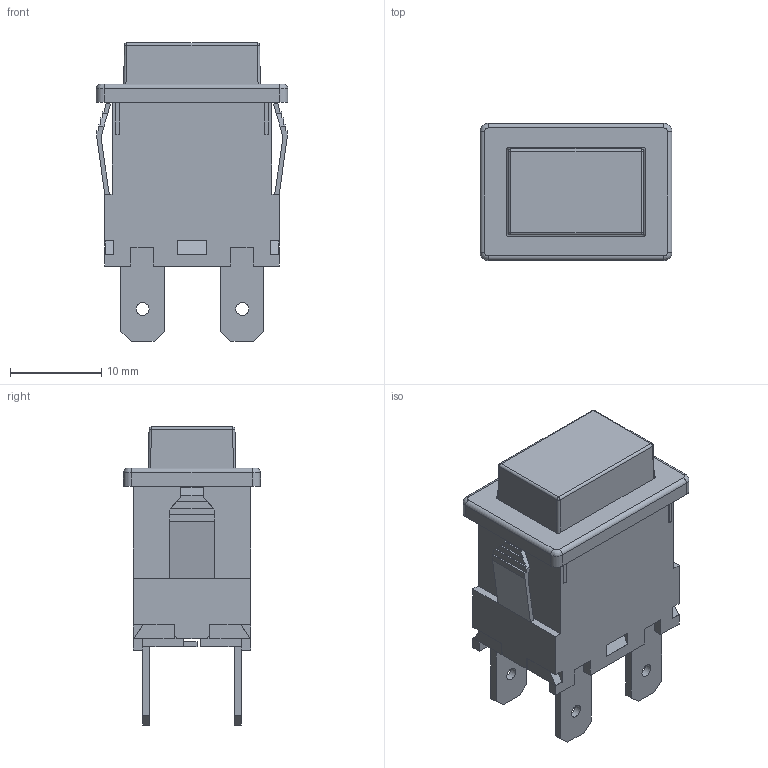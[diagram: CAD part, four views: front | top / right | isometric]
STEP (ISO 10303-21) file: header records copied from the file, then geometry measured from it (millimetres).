
FILE_DESCRIPTION(/* description */ (''),/* implementation_level */ '2;1');
FILE_NAME(/* name */ 'PB1973HxxxxILEFx.stp',/* time_stamp */ '2025-05-28T09:00:49-05:00',/* author */ ('mroman'),/* organization */ (''),/* preprocessor_version */ 'ST-DEVELOPER v18.1',/* originating_system */ 'Autodesk Inventor 2022',/* authorisation */ '');
FILE_SCHEMA (('AUTOMOTIVE_DESIGN { 1 0 10303 214 3 1 1 }'));
Length unit declared in the file: centimetre
Products named in the file (1): PB1973HxxxxILEFx
Bounding box: 21 x 15 x 32.6 mm (x, y, z)
Volume: 4222.4 mm3; surface area: 5415.2 mm2
Topology: 1 solids, 2 shells, 1277 faces, 3615 edges, 2372 vertices
Faces by surface type: plane 842, bspline 325, cylinder 90, sphere 12, torus 8
Full cylindrical faces by diameter (mm): 1.4 x4
Entity records: 42718 total; most frequent: CARTESIAN_POINT 11618, ORIENTED_EDGE 7214, DIRECTION 5081, EDGE_CURVE 3607, LINE 2731, VECTOR 2731, VERTEX_POINT 2372, EDGE_LOOP 1365
